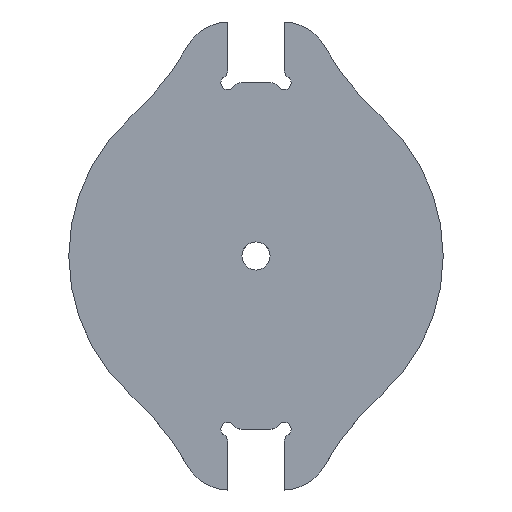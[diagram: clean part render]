
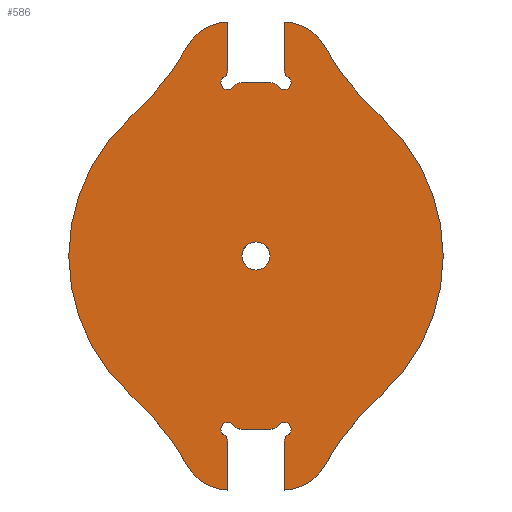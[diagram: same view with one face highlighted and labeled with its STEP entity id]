
A CAD part, top view. The second image highlights one B-rep face of the part: STEP entity #586.
In plain terms, the highlighted planar face has unit normal (0, 0, 1).
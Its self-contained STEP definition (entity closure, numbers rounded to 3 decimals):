
#17=FACE_BOUND('',#90,.T.);
#25=PLANE('',#665);
#56=FACE_OUTER_BOUND('',#89,.T.);
#89=EDGE_LOOP('',(#504,#505,#506,#507,#508,#509,#510,#511,#512,#513,#514,
#515,#516,#517,#518,#519,#520,#521,#522,#523,#524,#525,#526,#527,#528,#529,
#530,#531));
#90=EDGE_LOOP('',(#532));
#120=LINE('',#999,#160);
#124=LINE('',#1016,#164);
#125=LINE('',#1018,#165);
#127=LINE('',#1026,#167);
#128=LINE('',#1028,#168);
#129=LINE('',#1030,#169);
#160=VECTOR('',#807,3.128);
#164=VECTOR('',#829,5.064);
#165=VECTOR('',#832,5.064);
#167=VECTOR('',#844,5.064);
#168=VECTOR('',#847,3.128);
#169=VECTOR('',#850,5.064);
#172=CIRCLE('',#591,5.);
#174=CIRCLE('',#594,30.);
#196=CIRCLE('',#618,5.);
#197=CIRCLE('',#620,5.);
#198=CIRCLE('',#622,30.);
#199=CIRCLE('',#624,5.);
#200=CIRCLE('',#626,1.);
#201=CIRCLE('',#628,0.75);
#202=CIRCLE('',#630,1.);
#203=CIRCLE('',#632,1.);
#204=CIRCLE('',#634,0.75);
#205=CIRCLE('',#636,1.);
#206=CIRCLE('',#638,1.);
#207=CIRCLE('',#640,0.75);
#208=CIRCLE('',#642,1.);
#209=CIRCLE('',#645,1.);
#210=CIRCLE('',#647,0.75);
#211=CIRCLE('',#649,1.);
#212=CIRCLE('',#651,1.5);
#213=CIRCLE('',#655,30.);
#214=CIRCLE('',#657,20.);
#215=CIRCLE('',#662,30.);
#216=CIRCLE('',#664,20.);
#219=VERTEX_POINT('',#867);
#220=VERTEX_POINT('',#869);
#222=VERTEX_POINT('',#875);
#249=VERTEX_POINT('',#933);
#250=VERTEX_POINT('',#934);
#251=VERTEX_POINT('',#939);
#252=VERTEX_POINT('',#941);
#253=VERTEX_POINT('',#945);
#254=VERTEX_POINT('',#949);
#255=VERTEX_POINT('',#950);
#256=VERTEX_POINT('',#955);
#257=VERTEX_POINT('',#956);
#258=VERTEX_POINT('',#961);
#259=VERTEX_POINT('',#965);
#260=VERTEX_POINT('',#969);
#261=VERTEX_POINT('',#970);
#262=VERTEX_POINT('',#975);
#263=VERTEX_POINT('',#979);
#264=VERTEX_POINT('',#983);
#265=VERTEX_POINT('',#984);
#266=VERTEX_POINT('',#989);
#267=VERTEX_POINT('',#993);
#268=VERTEX_POINT('',#997);
#269=VERTEX_POINT('',#1001);
#270=VERTEX_POINT('',#1005);
#271=VERTEX_POINT('',#1009);
#272=VERTEX_POINT('',#1013);
#273=VERTEX_POINT('',#1020);
#274=VERTEX_POINT('',#1032);
#277=EDGE_CURVE('',#219,#220,#172,.T.);
#281=EDGE_CURVE('',#219,#222,#174,.T.);
#309=EDGE_CURVE('',#249,#250,#196,.T.);
#313=EDGE_CURVE('',#251,#252,#197,.T.);
#316=EDGE_CURVE('',#251,#253,#198,.T.);
#317=EDGE_CURVE('',#254,#255,#199,.T.);
#320=EDGE_CURVE('',#256,#257,#200,.T.);
#323=EDGE_CURVE('',#258,#257,#201,.T.);
#325=EDGE_CURVE('',#258,#259,#202,.T.);
#327=EDGE_CURVE('',#260,#261,#203,.T.);
#330=EDGE_CURVE('',#262,#261,#204,.T.);
#332=EDGE_CURVE('',#262,#263,#205,.T.);
#334=EDGE_CURVE('',#264,#265,#206,.T.);
#338=EDGE_CURVE('',#264,#266,#207,.T.);
#339=EDGE_CURVE('',#267,#266,#208,.T.);
#342=EDGE_CURVE('',#267,#268,#120,.T.);
#343=EDGE_CURVE('',#269,#268,#209,.T.);
#346=EDGE_CURVE('',#269,#270,#210,.T.);
#347=EDGE_CURVE('',#271,#270,#211,.T.);
#349=EDGE_CURVE('',#272,#272,#212,.T.);
#350=EDGE_CURVE('',#271,#220,#124,.T.);
#351=EDGE_CURVE('',#249,#265,#125,.T.);
#352=EDGE_CURVE('',#273,#250,#213,.T.);
#354=EDGE_CURVE('',#253,#273,#214,.T.);
#355=EDGE_CURVE('',#256,#252,#127,.T.);
#356=EDGE_CURVE('',#260,#259,#128,.T.);
#357=EDGE_CURVE('',#254,#263,#129,.T.);
#358=EDGE_CURVE('',#274,#255,#215,.T.);
#360=EDGE_CURVE('',#222,#274,#216,.T.);
#504=ORIENTED_EDGE('',*,*,#277,.F.);
#505=ORIENTED_EDGE('',*,*,#281,.T.);
#506=ORIENTED_EDGE('',*,*,#360,.T.);
#507=ORIENTED_EDGE('',*,*,#358,.T.);
#508=ORIENTED_EDGE('',*,*,#317,.F.);
#509=ORIENTED_EDGE('',*,*,#357,.T.);
#510=ORIENTED_EDGE('',*,*,#332,.F.);
#511=ORIENTED_EDGE('',*,*,#330,.T.);
#512=ORIENTED_EDGE('',*,*,#327,.F.);
#513=ORIENTED_EDGE('',*,*,#356,.T.);
#514=ORIENTED_EDGE('',*,*,#325,.F.);
#515=ORIENTED_EDGE('',*,*,#323,.T.);
#516=ORIENTED_EDGE('',*,*,#320,.F.);
#517=ORIENTED_EDGE('',*,*,#355,.T.);
#518=ORIENTED_EDGE('',*,*,#313,.F.);
#519=ORIENTED_EDGE('',*,*,#316,.T.);
#520=ORIENTED_EDGE('',*,*,#354,.T.);
#521=ORIENTED_EDGE('',*,*,#352,.T.);
#522=ORIENTED_EDGE('',*,*,#309,.F.);
#523=ORIENTED_EDGE('',*,*,#351,.T.);
#524=ORIENTED_EDGE('',*,*,#334,.F.);
#525=ORIENTED_EDGE('',*,*,#338,.T.);
#526=ORIENTED_EDGE('',*,*,#339,.F.);
#527=ORIENTED_EDGE('',*,*,#342,.T.);
#528=ORIENTED_EDGE('',*,*,#343,.F.);
#529=ORIENTED_EDGE('',*,*,#346,.T.);
#530=ORIENTED_EDGE('',*,*,#347,.F.);
#531=ORIENTED_EDGE('',*,*,#350,.T.);
#532=ORIENTED_EDGE('',*,*,#349,.T.);
#586=ADVANCED_FACE('',(#56,#17),#25,.T.);
#591=AXIS2_PLACEMENT_3D('',#870,#673,#674);
#594=AXIS2_PLACEMENT_3D('',#877,#681,#682);
#618=AXIS2_PLACEMENT_3D('',#935,#735,#736);
#620=AXIS2_PLACEMENT_3D('',#942,#742,#743);
#622=AXIS2_PLACEMENT_3D('',#947,#748,#749);
#624=AXIS2_PLACEMENT_3D('',#951,#752,#753);
#626=AXIS2_PLACEMENT_3D('',#957,#758,#759);
#628=AXIS2_PLACEMENT_3D('',#962,#764,#765);
#630=AXIS2_PLACEMENT_3D('',#966,#769,#770);
#632=AXIS2_PLACEMENT_3D('',#971,#774,#775);
#634=AXIS2_PLACEMENT_3D('',#976,#780,#781);
#636=AXIS2_PLACEMENT_3D('',#980,#785,#786);
#638=AXIS2_PLACEMENT_3D('',#985,#790,#791);
#640=AXIS2_PLACEMENT_3D('',#991,#797,#798);
#642=AXIS2_PLACEMENT_3D('',#994,#801,#802);
#645=AXIS2_PLACEMENT_3D('',#1002,#810,#811);
#647=AXIS2_PLACEMENT_3D('',#1007,#816,#817);
#649=AXIS2_PLACEMENT_3D('',#1010,#820,#821);
#651=AXIS2_PLACEMENT_3D('',#1014,#825,#826);
#655=AXIS2_PLACEMENT_3D('',#1021,#835,#836);
#657=AXIS2_PLACEMENT_3D('',#1024,#840,#841);
#662=AXIS2_PLACEMENT_3D('',#1033,#853,#854);
#664=AXIS2_PLACEMENT_3D('',#1036,#858,#859);
#665=AXIS2_PLACEMENT_3D('',#1037,#860,#861);
#673=DIRECTION('center_axis',(0.,0.,-1.));
#674=DIRECTION('ref_axis',(-0.871,0.491,0.));
#681=DIRECTION('center_axis',(0.,0.,-1.));
#682=DIRECTION('ref_axis',(0.668,-0.744,0.));
#735=DIRECTION('center_axis',(0.,0.,-1.));
#736=DIRECTION('ref_axis',(0.871,0.491,0.));
#742=DIRECTION('center_axis',(0.,0.,-1.));
#743=DIRECTION('ref_axis',(0.871,-0.491,0.));
#748=DIRECTION('center_axis',(0.,0.,-1.));
#749=DIRECTION('ref_axis',(-0.668,0.744,0.));
#752=DIRECTION('center_axis',(0.,0.,-1.));
#753=DIRECTION('ref_axis',(-0.871,-0.491,0.));
#758=DIRECTION('center_axis',(0.,0.,-1.));
#759=DIRECTION('ref_axis',(-0.886,0.463,0.));
#764=DIRECTION('center_axis',(0.,0.,-1.));
#765=DIRECTION('ref_axis',(0.,-1.,0.));
#769=DIRECTION('center_axis',(0.,0.,-1.));
#770=DIRECTION('ref_axis',(0.463,-0.886,0.));
#774=DIRECTION('center_axis',(0.,0.,-1.));
#775=DIRECTION('ref_axis',(-0.463,-0.886,0.));
#780=DIRECTION('center_axis',(0.,0.,-1.));
#781=DIRECTION('ref_axis',(1.,0.,0.));
#785=DIRECTION('center_axis',(0.,0.,-1.));
#786=DIRECTION('ref_axis',(0.886,0.463,0.));
#790=DIRECTION('center_axis',(0.,0.,-1.));
#791=DIRECTION('ref_axis',(-0.886,-0.463,0.));
#797=DIRECTION('center_axis',(0.,0.,-1.));
#798=DIRECTION('ref_axis',(-1.,0.,0.));
#801=DIRECTION('center_axis',(0.,0.,-1.));
#802=DIRECTION('ref_axis',(0.463,0.886,0.));
#807=DIRECTION('',(-1.,0.,0.));
#810=DIRECTION('center_axis',(0.,0.,-1.));
#811=DIRECTION('ref_axis',(-0.463,0.886,0.));
#816=DIRECTION('center_axis',(0.,0.,-1.));
#817=DIRECTION('ref_axis',(0.,1.,0.));
#820=DIRECTION('center_axis',(0.,0.,-1.));
#821=DIRECTION('ref_axis',(0.886,-0.463,0.));
#825=DIRECTION('center_axis',(0.,0.,-1.));
#826=DIRECTION('ref_axis',(-1.,0.,0.));
#829=DIRECTION('',(0.,1.,0.));
#832=DIRECTION('',(0.,-1.,0.));
#835=DIRECTION('center_axis',(0.,0.,-1.));
#836=DIRECTION('ref_axis',(-0.914,-0.407,0.));
#840=DIRECTION('center_axis',(0.,0.,1.));
#841=DIRECTION('ref_axis',(-0.668,0.744,0.));
#844=DIRECTION('',(0.,-1.,0.));
#847=DIRECTION('',(1.,0.,0.));
#850=DIRECTION('',(0.,1.,0.));
#853=DIRECTION('center_axis',(0.,0.,-1.));
#854=DIRECTION('ref_axis',(0.914,0.407,0.));
#858=DIRECTION('center_axis',(0.,0.,1.));
#859=DIRECTION('ref_axis',(0.668,-0.744,0.));
#860=DIRECTION('center_axis',(0.,0.,1.));
#861=DIRECTION('ref_axis',(1.,0.,0.));
#867=CARTESIAN_POINT('',(-7.28,22.458,3.));
#869=CARTESIAN_POINT('',(-3.,25.,3.));
#870=CARTESIAN_POINT('Origin',(-2.925,20.001,3.));
#875=CARTESIAN_POINT('',(-13.362,14.881,3.));
#877=CARTESIAN_POINT('Origin',(-33.406,37.203,3.));
#933=CARTESIAN_POINT('',(3.,25.,3.));
#934=CARTESIAN_POINT('',(7.28,22.458,3.));
#935=CARTESIAN_POINT('Origin',(2.925,20.001,3.));
#939=CARTESIAN_POINT('',(7.28,-22.458,3.));
#941=CARTESIAN_POINT('',(3.,-25.,3.));
#942=CARTESIAN_POINT('Origin',(2.925,-20.001,3.));
#945=CARTESIAN_POINT('',(13.362,-14.881,3.));
#947=CARTESIAN_POINT('Origin',(33.406,-37.203,3.));
#949=CARTESIAN_POINT('',(-3.,-25.,3.));
#950=CARTESIAN_POINT('',(-7.28,-22.458,3.));
#951=CARTESIAN_POINT('Origin',(-2.925,-20.001,3.));
#955=CARTESIAN_POINT('',(3.,-19.936,3.));
#956=CARTESIAN_POINT('',(3.429,-19.115,3.));
#957=CARTESIAN_POINT('Origin',(4.,-19.936,3.));
#961=CARTESIAN_POINT('',(2.385,-18.071,3.));
#962=CARTESIAN_POINT('Origin',(3.,-18.5,3.));
#965=CARTESIAN_POINT('',(1.564,-18.5,3.));
#966=CARTESIAN_POINT('Origin',(1.564,-17.5,3.));
#969=CARTESIAN_POINT('',(-1.564,-18.5,3.));
#970=CARTESIAN_POINT('',(-2.385,-18.071,3.));
#971=CARTESIAN_POINT('Origin',(-1.564,-17.5,3.));
#975=CARTESIAN_POINT('',(-3.429,-19.115,3.));
#976=CARTESIAN_POINT('Origin',(-3.,-18.5,3.));
#979=CARTESIAN_POINT('',(-3.,-19.936,3.));
#980=CARTESIAN_POINT('Origin',(-4.,-19.936,3.));
#983=CARTESIAN_POINT('',(3.429,19.115,3.));
#984=CARTESIAN_POINT('',(3.,19.936,3.));
#985=CARTESIAN_POINT('Origin',(4.,19.936,3.));
#989=CARTESIAN_POINT('',(2.385,18.071,3.));
#991=CARTESIAN_POINT('Origin',(3.,18.5,3.));
#993=CARTESIAN_POINT('',(1.564,18.5,3.));
#994=CARTESIAN_POINT('Origin',(1.564,17.5,3.));
#997=CARTESIAN_POINT('',(-1.564,18.5,3.));
#999=CARTESIAN_POINT('',(0.,18.5,3.));
#1001=CARTESIAN_POINT('',(-2.385,18.071,3.));
#1002=CARTESIAN_POINT('Origin',(-1.564,17.5,3.));
#1005=CARTESIAN_POINT('',(-3.429,19.115,3.));
#1007=CARTESIAN_POINT('Origin',(-3.,18.5,3.));
#1009=CARTESIAN_POINT('',(-3.,19.936,3.));
#1010=CARTESIAN_POINT('Origin',(-4.,19.936,3.));
#1013=CARTESIAN_POINT('',(1.5,0.,3.));
#1014=CARTESIAN_POINT('Origin',(0.,0.,3.));
#1016=CARTESIAN_POINT('',(-3.,25.,3.));
#1018=CARTESIAN_POINT('',(3.,19.25,3.));
#1020=CARTESIAN_POINT('',(13.362,14.881,3.));
#1021=CARTESIAN_POINT('Origin',(33.406,37.203,3.));
#1024=CARTESIAN_POINT('Origin',(0.,0.,3.));
#1026=CARTESIAN_POINT('',(3.,-25.,3.));
#1028=CARTESIAN_POINT('',(0.,-18.5,3.));
#1030=CARTESIAN_POINT('',(-3.,-19.25,3.));
#1032=CARTESIAN_POINT('',(-13.362,-14.881,3.));
#1033=CARTESIAN_POINT('Origin',(-33.406,-37.203,3.));
#1036=CARTESIAN_POINT('Origin',(0.,0.,3.));
#1037=CARTESIAN_POINT('Origin',(0.,0.,
3.));
